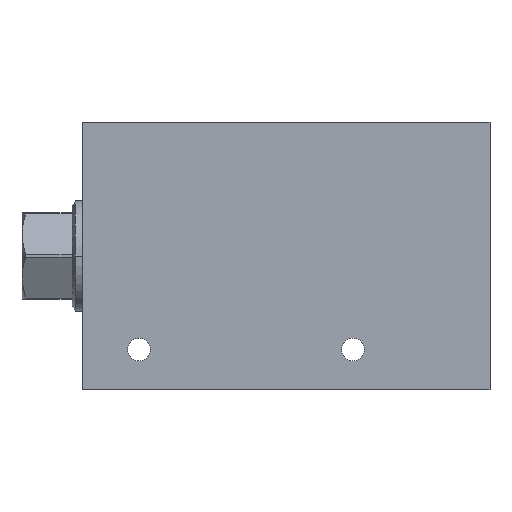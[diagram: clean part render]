
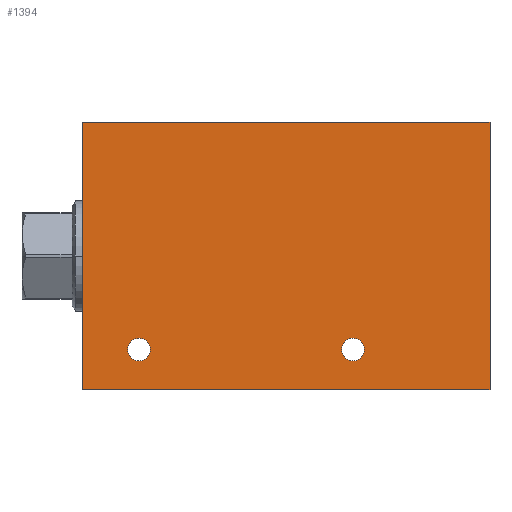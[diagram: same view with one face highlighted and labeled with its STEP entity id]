
A CAD part, front view. The second image highlights one B-rep face of the part: STEP entity #1394.
In plain terms, the highlighted planar face has unit normal (0, -1, 0).
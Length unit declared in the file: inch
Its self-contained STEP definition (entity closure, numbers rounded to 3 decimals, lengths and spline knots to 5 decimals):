
#5=DIRECTION('',(1.,0.,0.));
#6=VECTOR('',#5,7.625);
#7=CARTESIAN_POINT('',(0.,-3.,0.));
#8=LINE('',#7,#6);
#65=DIRECTION('',(0.,0.,1.));
#66=VECTOR('',#65,5.);
#67=CARTESIAN_POINT('',(7.625,-3.,0.));
#68=LINE('',#67,#66);
#69=DIRECTION('',(0.,0.,1.));
#70=VECTOR('',#69,5.);
#71=CARTESIAN_POINT('',(0.,-3.,0.));
#72=LINE('',#71,#70);
#73=CARTESIAN_POINT('',(5.062,-3.,0.75));
#74=DIRECTION('',(0.,1.,0.));
#75=DIRECTION('',(0.,0.,-1.));
#76=AXIS2_PLACEMENT_3D('',#73,#74,#75);
#78=CARTESIAN_POINT('',(5.062,-3.,0.75));
#79=DIRECTION('',(0.,1.,0.));
#80=DIRECTION('',(0.,0.,1.));
#81=AXIS2_PLACEMENT_3D('',#78,#79,#80);
#83=CARTESIAN_POINT('',(1.062,-3.,0.75));
#84=DIRECTION('',(0.,1.,0.));
#85=DIRECTION('',(0.,0.,-1.));
#86=AXIS2_PLACEMENT_3D('',#83,#84,#85);
#88=CARTESIAN_POINT('',(1.062,-3.,0.75));
#89=DIRECTION('',(0.,1.,0.));
#90=DIRECTION('',(0.,0.,1.));
#91=AXIS2_PLACEMENT_3D('',#88,#89,#90);
#105=DIRECTION('',(1.,0.,0.));
#106=VECTOR('',#105,7.625);
#107=CARTESIAN_POINT('',(0.,-3.,5.));
#108=LINE('',#107,#106);
#1098=CARTESIAN_POINT('',(0.,-3.,0.));
#1100=VERTEX_POINT('',#1098);
#1101=CARTESIAN_POINT('',(7.625,-3.,0.));
#1102=VERTEX_POINT('',#1101);
#1106=CARTESIAN_POINT('',(0.,-3.,5.));
#1108=VERTEX_POINT('',#1106);
#1109=CARTESIAN_POINT('',(7.625,-3.,5.));
#1110=VERTEX_POINT('',#1109);
#1161=CARTESIAN_POINT('',(5.062,-3.,0.539));
#1162=CARTESIAN_POINT('',(5.062,-3.,0.961));
#1163=VERTEX_POINT('',#1161);
#1164=VERTEX_POINT('',#1162);
#1169=CARTESIAN_POINT('',(1.062,-3.,0.539));
#1170=CARTESIAN_POINT('',(1.062,-3.,0.961));
#1171=VERTEX_POINT('',#1169);
#1172=VERTEX_POINT('',#1170);
#1370=CARTESIAN_POINT('',(0.,-3.,0.));
#1371=DIRECTION('',(0.,-1.,0.));
#1372=DIRECTION('',(1.,0.,0.));
#1373=AXIS2_PLACEMENT_3D('',#1370,#1371,#1372);
#1374=PLANE('',#1373);
#1375=ORIENTED_EDGE('',*,*,#1294,.F.);
#1376=ORIENTED_EDGE('',*,*,#1319,.T.);
#1378=ORIENTED_EDGE('',*,*,#1377,.T.);
#1379=ORIENTED_EDGE('',*,*,#1362,.F.);
#1380=EDGE_LOOP('',(#1375,#1376,#1378,#1379));
#1381=FACE_OUTER_BOUND('',#1380,.F.);
#1383=ORIENTED_EDGE('',*,*,#1382,.F.);
#1385=ORIENTED_EDGE('',*,*,#1384,.F.);
#1386=EDGE_LOOP('',(#1383,#1385));
#1387=FACE_BOUND('',#1386,.F.);
#1389=ORIENTED_EDGE('',*,*,#1388,.F.);
#1391=ORIENTED_EDGE('',*,*,#1390,.F.);
#1392=EDGE_LOOP('',(#1389,#1391));
#1393=FACE_BOUND('',#1392,.F.);
#1394=ADVANCED_FACE('',(#1381,#1387,#1393),#1374,.T.);
#77=CIRCLE('',#76,0.211);
#82=CIRCLE('',#81,0.211);
#87=CIRCLE('',#86,0.211);
#92=CIRCLE('',#91,0.211);
#1294=EDGE_CURVE('',#1100,#1102,#8,.T.);
#1319=EDGE_CURVE('',#1100,#1108,#72,.T.);
#1362=EDGE_CURVE('',#1102,#1110,#68,.T.);
#1377=EDGE_CURVE('',#1108,#1110,#108,.T.);
#1382=EDGE_CURVE('',#1163,#1164,#77,.T.);
#1384=EDGE_CURVE('',#1164,#1163,#82,.T.);
#1388=EDGE_CURVE('',#1171,#1172,#87,.T.);
#1390=EDGE_CURVE('',#1172,#1171,#92,.T.);
